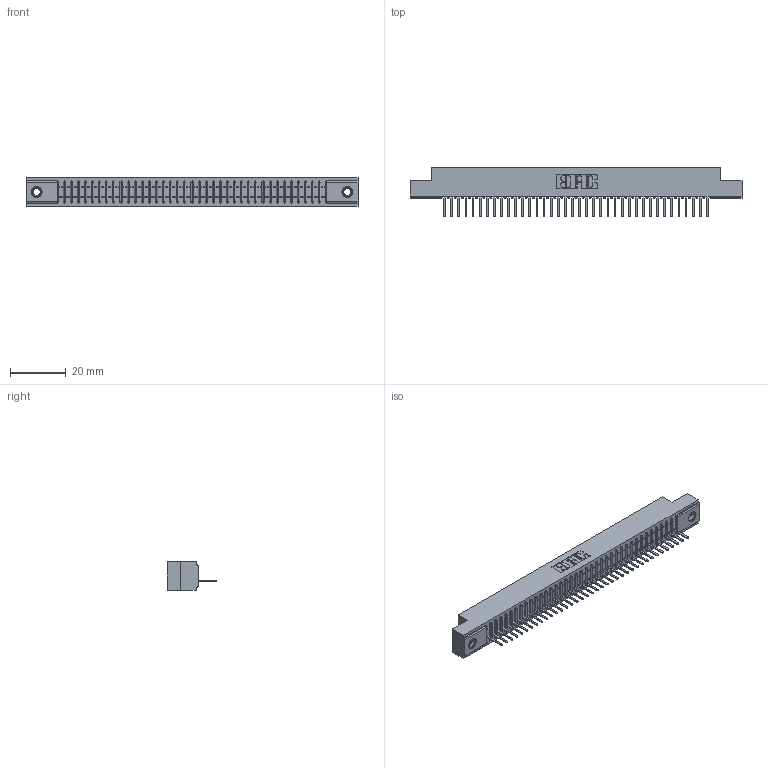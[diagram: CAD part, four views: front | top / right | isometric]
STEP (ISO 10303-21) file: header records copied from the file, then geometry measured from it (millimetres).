
FILE_DESCRIPTION (( 'STEP AP203' ), '1' );
FILE_NAME ('391-038-521-107.STEP', '2018-08-09T00:04:12', ( '' ), ( '' ), 'SwSTEP 2.0', 'SolidWorks 2016', '' );
FILE_SCHEMA (( 'CONFIG_CONTROL_DESIGN' ));
Length unit declared in the file: inch
Products named in the file (4): 341-292-001_341-292-121; 345-250-001_345-250-005-103; 391-038-521-107; 341 Part_.156 (3.96) Dia Mounting Holes
Assembly tree (41 placements, depth 2):
  391-038-521-107
    341 Part_.156 (3.96) Dia Mounting Holes
    341-292-001_341-292-121  x38
    345-250-001_345-250-005-103  x2
Bounding box: 118.75 x 17.7 x 10.16 mm (x, y, z)
Volume: 8508.5 mm3; surface area: 13287.8 mm2
Topology: 41 solids, 41 shells, 3292 faces, 9458 edges, 6066 vertices
Faces by surface type: plane 2038, cylinder 1086, sphere 78, torus 78, cone 12
Entity records: 46490 total; most frequent: CARTESIAN_POINT 7875, ORIENTED_EDGE 7856, DIRECTION 7616, EDGE_CURVE 3928, LINE 3166, VECTOR 3166, VERTEX_POINT 2484, AXIS2_PLACEMENT_3D 2225
